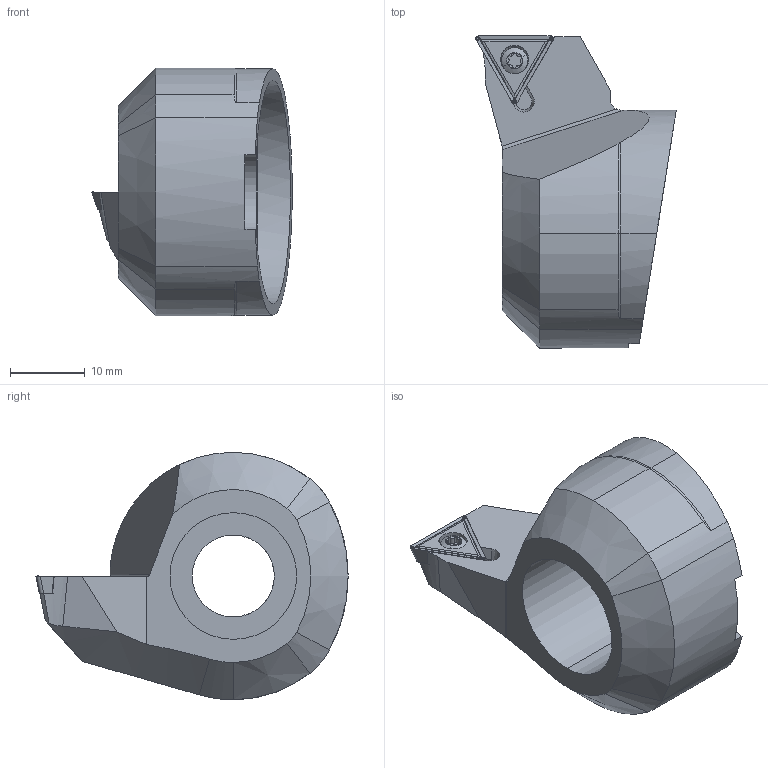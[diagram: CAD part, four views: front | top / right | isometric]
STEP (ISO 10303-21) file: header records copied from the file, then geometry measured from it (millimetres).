
FILE_DESCRIPTION (( 'STEP AP203' ), '1' );
FILE_NAME ('317.030.085.T11.STEP', '2024-08-26T12:17:48', ( '' ), ( '' ), 'SwSTEP 2.0', 'SolidWorks 2022', '' );
FILE_SCHEMA (( 'CONFIG_CONTROL_DESIGN' ));
Length unit declared in the file: millimetre
Products named in the file (4): F55-WTM.001.022_A_fertigbearbeitet; TPMT110204; 317.030.085.T11; WTM-ER2.001.005_A
Assembly tree (3 placements, depth 2):
  317.030.085.T11
    F55-WTM.001.022_A_fertigbearbeitet
    TPMT110204
    WTM-ER2.001.005_A
Bounding box: 26.9 x 41.9 x 33.2 mm (x, y, z)
Volume: 12265.6 mm3; surface area: 5201.4 mm2
Topology: 3 solids, 3 shells, 168 faces, 422 edges, 260 vertices
Faces by surface type: cylinder 58, plane 53, cone 34, torus 20, sphere 2, bspline 1
Entity records: 5662 total; most frequent: CARTESIAN_POINT 1434, ORIENTED_EDGE 844, DIRECTION 766, EDGE_CURVE 422, AXIS2_PLACEMENT_3D 295, VERTEX_POINT 260, VECTOR 176, LINE 176
